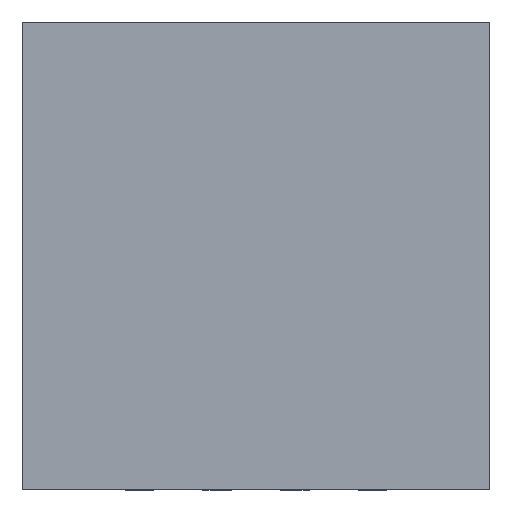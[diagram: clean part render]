
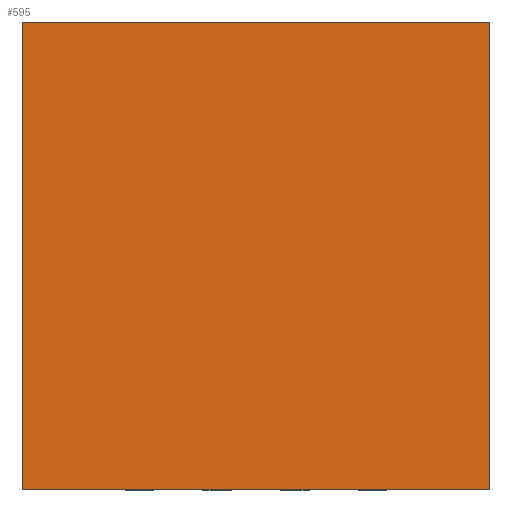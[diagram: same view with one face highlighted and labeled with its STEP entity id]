
A CAD part, top view. The second image highlights one B-rep face of the part: STEP entity #595.
In plain terms, the highlighted planar face has unit normal (0, 0, 1).
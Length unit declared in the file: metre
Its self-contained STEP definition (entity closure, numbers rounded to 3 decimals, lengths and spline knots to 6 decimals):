
#595=ADVANCED_FACE('0:6063',(#1814),#1815,.F.);
#1814=FACE_OUTER_BOUND('',#3454,.T.);
#1815=PLANE('',#3455);
#3454=EDGE_LOOP('',(#7717,#7718,#7719,#7720));
#3455=AXIS2_PLACEMENT_3D('',#7721,#7722,#7723);
#7717=ORIENTED_EDGE('',*,*,#12034,.F.);
#7718=ORIENTED_EDGE('',*,*,#11806,.F.);
#7719=ORIENTED_EDGE('',*,*,#12358,.F.);
#7720=ORIENTED_EDGE('',*,*,#12262,.F.);
#7721=CARTESIAN_POINT('',(1.756283,0.254334,0.000733));
#7722=DIRECTION('',(0.,0.0,-1.0));
#7723=DIRECTION('',(-1.0,0.0,0.));
#11806=EDGE_CURVE('0:7788',#14466,#14468,#14469,.T.);
#12034=EDGE_CURVE('0:8472',#14468,#14837,#14838,.T.);
#12262=EDGE_CURVE('0:9156',#14837,#15206,#15207,.T.);
#12358=EDGE_CURVE('0:9444',#15206,#14466,#15356,.T.);
#14466=VERTEX_POINT('',#18653);
#14468=VERTEX_POINT('',#18656);
#14469=LINE('',#18657,#18658);
#14837=VERTEX_POINT('',#19217);
#14838=LINE('',#19218,#19219);
#15206=VERTEX_POINT('',#19778);
#15207=LINE('',#19779,#19780);
#15356=LINE('',#20024,#20025);
#18653=CARTESIAN_POINT('',(1.757783,0.255834,0.000733));
#18656=CARTESIAN_POINT('',(1.757783,0.252834,0.000733));
#18657=CARTESIAN_POINT('',(1.757783,0.255834,0.000733));
#18658=VECTOR('',#23584,0.001);
#19217=CARTESIAN_POINT('',(1.754783,0.252834,0.000733));
#19218=CARTESIAN_POINT('',(1.757783,0.252834,0.000733));
#19219=VECTOR('',#23884,0.001);
#19778=CARTESIAN_POINT('',(1.754783,0.255834,0.000733));
#19779=CARTESIAN_POINT('',(1.754783,0.252834,0.000733));
#19780=VECTOR('',#24184,0.001);
#20024=CARTESIAN_POINT('',(1.754783,0.255834,0.000733));
#20025=VECTOR('',#24280,0.001);
#23584=DIRECTION('',(0.0,-1.0,0.0));
#23884=DIRECTION('',(-1.0,0.0,0.));
#24184=DIRECTION('',(0.0,1.0,0.0));
#24280=DIRECTION('',(1.0,0.0,0.));
